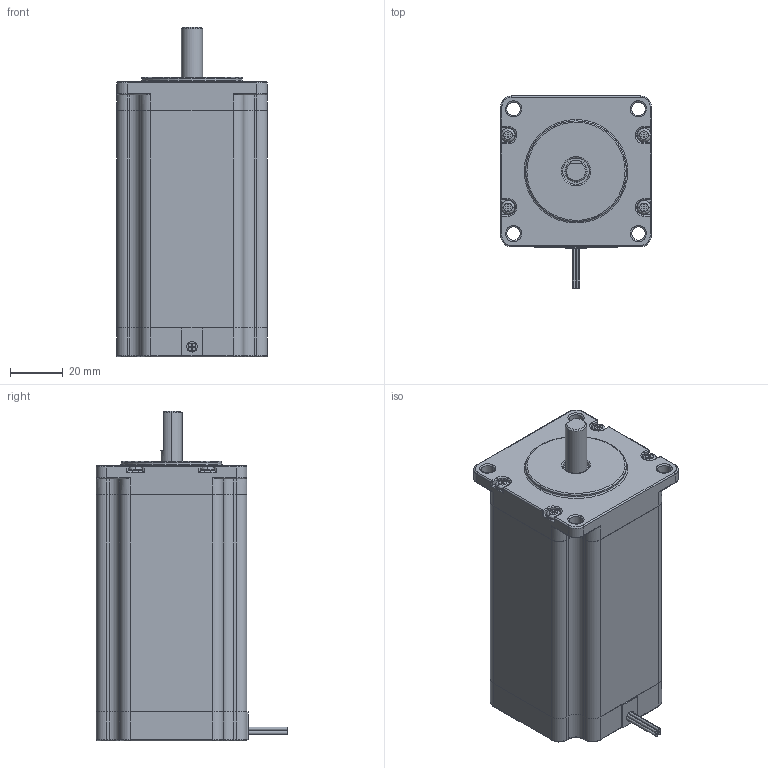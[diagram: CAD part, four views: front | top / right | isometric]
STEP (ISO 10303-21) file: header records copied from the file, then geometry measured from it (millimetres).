
FILE_DESCRIPTION (( 'STEP AP214' ), '1' );
FILE_NAME ('23HS41-1804S.STEP', '2018-03-06T06:12:45', ( '' ), ( '' ), 'SwSTEP 2.0', 'SolidWorks 2014', '' );
FILE_SCHEMA (( 'AUTOMOTIVE_DESIGN' ));
Length unit declared in the file: millimetre
Products named in the file (1): 23HS41-1804S
Bounding box: 57 x 72.5 x 124.6 mm (x, y, z)
Volume: 306822.7 mm3; surface area: 29739.2 mm2
Topology: 6 solids, 6 shells, 458 faces, 1116 edges, 680 vertices
Faces by surface type: cylinder 186, plane 165, bspline 102, cone 5
Entity records: 20997 total; most frequent: CARTESIAN_POINT 5523, ORIENTED_EDGE 2216, DIRECTION 2123, EDGE_CURVE 1108, AXIS2_PLACEMENT_3D 766, VERTEX_POINT 680, LINE 591, VECTOR 591
